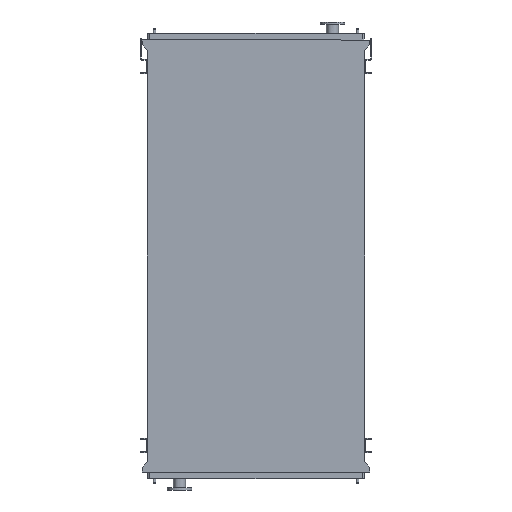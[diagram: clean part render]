
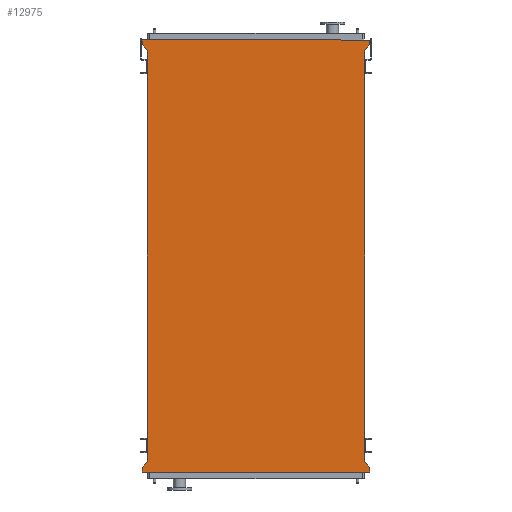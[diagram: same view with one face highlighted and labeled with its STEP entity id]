
A CAD part, front view. The second image highlights one B-rep face of the part: STEP entity #12975.
In plain terms, the highlighted planar face has unit normal (0, -1, 0).
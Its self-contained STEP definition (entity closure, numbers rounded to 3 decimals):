
#184 = VERTEX_POINT ( 'NONE', #3862 ) ;
#660 = EDGE_CURVE ( 'NONE', #5630, #7145, #15706, .T. ) ;
#701 = VERTEX_POINT ( 'NONE', #9502 ) ;
#971 = VERTEX_POINT ( 'NONE', #1364 ) ;
#1009 = VERTEX_POINT ( 'NONE', #1041 ) ;
#1041 = CARTESIAN_POINT ( 'NONE',  ( -965., 0., -3650. ) ) ;
#1307 = CARTESIAN_POINT ( 'NONE',  ( -1011., 0., 95. ) ) ;
#1364 = CARTESIAN_POINT ( 'NONE',  ( 965., 0., 0. ) ) ;
#1778 = VERTEX_POINT ( 'NONE', #12956 ) ;
#1886 = DIRECTION ( 'NONE',  ( 0., 0., -1. ) ) ;
#1942 = CARTESIAN_POINT ( 'NONE',  ( 1011., 0., -3703. ) ) ;
#2162 = LINE ( 'NONE', #11912, #6215 ) ;
#2627 = DIRECTION ( 'NONE',  ( 0.655, 0., 0.755 ) ) ;
#2707 = EDGE_CURVE ( 'NONE', #701, #1009, #5295, .T. ) ;
#2832 = CARTESIAN_POINT ( 'NONE',  ( -1011., 0., -3703. ) ) ;
#2891 = DIRECTION ( 'NONE',  ( 0., 0., 1. ) ) ;
#2923 = CARTESIAN_POINT ( 'NONE',  ( -965., 0., -3650. ) ) ;
#3143 = EDGE_CURVE ( 'NONE', #13268, #16076, #8131, .T. ) ;
#3224 = CARTESIAN_POINT ( 'NONE',  ( 1011., 0., -3745. ) ) ;
#3264 = DIRECTION ( 'NONE',  ( 0., 0., -1. ) ) ;
#3318 = DIRECTION ( 'NONE',  ( 0., -1., 0. ) ) ;
#3394 = PLANE ( 'NONE',  #5051 ) ;
#3554 = CARTESIAN_POINT ( 'NONE',  ( -965., 0., -3650. ) ) ;
#3862 = CARTESIAN_POINT ( 'NONE',  ( 965., 0., -3650. ) ) ;
#3883 = CARTESIAN_POINT ( 'NONE',  ( 1011., 0., -3703. ) ) ;
#3978 = DIRECTION ( 'NONE',  ( 0.655, 0., -0.755 ) ) ;
#4346 = LINE ( 'NONE', #6512, #14808 ) ;
#4486 = LINE ( 'NONE', #7406, #14570 ) ;
#4516 = ORIENTED_EDGE ( 'NONE', *, *, #3143, .F. ) ;
#4636 = CARTESIAN_POINT ( 'NONE',  ( 1011., 0., 95. ) ) ;
#4651 = EDGE_CURVE ( 'NONE', #16076, #11760, #16264, .T. ) ;
#5051 = AXIS2_PLACEMENT_3D ( 'NONE', #3554, #3318, #3264 ) ;
#5295 = LINE ( 'NONE', #2832, #8769 ) ;
#5365 = EDGE_CURVE ( 'NONE', #184, #13268, #14342, .T. ) ;
#5630 = VERTEX_POINT ( 'NONE', #15813 ) ;
#5790 = EDGE_CURVE ( 'NONE', #184, #971, #15626, .T. ) ;
#6215 = VECTOR ( 'NONE', #11044, 1000. ) ;
#6306 = ORIENTED_EDGE ( 'NONE', *, *, #16448, .F. ) ;
#6512 = CARTESIAN_POINT ( 'NONE',  ( -1011., 0., 53. ) ) ;
#6537 = DIRECTION ( 'NONE',  ( 0., 0., 1. ) ) ;
#7015 = DIRECTION ( 'NONE',  ( 0., 0., -1. ) ) ;
#7070 = DIRECTION ( 'NONE',  ( 0., 0., 1. ) ) ;
#7145 = VERTEX_POINT ( 'NONE', #11984 ) ;
#7406 = CARTESIAN_POINT ( 'NONE',  ( 1011., 0., 95. ) ) ;
#7711 = ORIENTED_EDGE ( 'NONE', *, *, #2707, .F. ) ;
#7729 = CARTESIAN_POINT ( 'NONE',  ( 965., 0., -3650. ) ) ;
#7852 = LINE ( 'NONE', #14186, #14346 ) ;
#8131 = LINE ( 'NONE', #1942, #16839 ) ;
#8385 = EDGE_CURVE ( 'NONE', #11760, #701, #14454, .T. ) ;
#8769 = VECTOR ( 'NONE', #2627, 1000. ) ;
#9502 = CARTESIAN_POINT ( 'NONE',  ( -1011., 0., -3703. ) ) ;
#10373 = ORIENTED_EDGE ( 'NONE', *, *, #10718, .F. ) ;
#10531 = VERTEX_POINT ( 'NONE', #4636 ) ;
#10718 = EDGE_CURVE ( 'NONE', #7145, #10989, #4346, .T. ) ;
#10925 = EDGE_CURVE ( 'NONE', #1009, #5630, #14643, .T. ) ;
#10989 = VERTEX_POINT ( 'NONE', #1307 ) ;
#11044 = DIRECTION ( 'NONE',  ( -0.655, 0., -0.755 ) ) ;
#11058 = DIRECTION ( 'NONE',  ( -0.655, 0., 0.755 ) ) ;
#11176 = CARTESIAN_POINT ( 'NONE',  ( -965., 0., 0. ) ) ;
#11521 = ORIENTED_EDGE ( 'NONE', *, *, #4651, .F. ) ;
#11760 = VERTEX_POINT ( 'NONE', #14076 ) ;
#11904 = ORIENTED_EDGE ( 'NONE', *, *, #5365, .F. ) ;
#11912 = CARTESIAN_POINT ( 'NONE',  ( 1011., 0., 53. ) ) ;
#11984 = CARTESIAN_POINT ( 'NONE',  ( -1011., 0., 53. ) ) ;
#12284 = CARTESIAN_POINT ( 'NONE',  ( 965., 0., -3650. ) ) ;
#12831 = ORIENTED_EDGE ( 'NONE', *, *, #5790, .T. ) ;
#12835 = VECTOR ( 'NONE', #11058, 1000. ) ;
#12956 = CARTESIAN_POINT ( 'NONE',  ( 1011., 0., 53. ) ) ;
#12975 = ADVANCED_FACE ( 'NONE', ( #13210 ), #3394, .T. ) ;
#13206 = ORIENTED_EDGE ( 'NONE', *, *, #13900, .F. ) ;
#13210 = FACE_OUTER_BOUND ( 'NONE', #13258, .T. ) ;
#13258 = EDGE_LOOP ( 'NONE', ( #12831, #6306, #13206, #16022, #10373, #16308, #13909, #7711, #14245, #11521, #4516, #11904 ) ) ;
#13268 = VERTEX_POINT ( 'NONE', #3883 ) ;
#13763 = DIRECTION ( 'NONE',  ( 0., 0., 1. ) ) ;
#13900 = EDGE_CURVE ( 'NONE', #10531, #1778, #4486, .T. ) ;
#13909 = ORIENTED_EDGE ( 'NONE', *, *, #10925, .F. ) ;
#14007 = VECTOR ( 'NONE', #3978, 1000. ) ;
#14066 = CARTESIAN_POINT ( 'NONE',  ( -1011., 0., -3745. ) ) ;
#14076 = CARTESIAN_POINT ( 'NONE',  ( -1011., 0., -3745. ) ) ;
#14137 = DIRECTION ( 'NONE',  ( 1., 0., 0. ) ) ;
#14186 = CARTESIAN_POINT ( 'NONE',  ( -1011., 0., 95. ) ) ;
#14245 = ORIENTED_EDGE ( 'NONE', *, *, #8385, .F. ) ;
#14342 = LINE ( 'NONE', #12284, #14007 ) ;
#14346 = VECTOR ( 'NONE', #14137, 1000. ) ;
#14454 = LINE ( 'NONE', #14066, #16759 ) ;
#14570 = VECTOR ( 'NONE', #7015, 1000. ) ;
#14643 = LINE ( 'NONE', #2923, #17140 ) ;
#14808 = VECTOR ( 'NONE', #6537, 1000. ) ;
#15172 = CARTESIAN_POINT ( 'NONE',  ( 1011., 0., -3745. ) ) ;
#15305 = VECTOR ( 'NONE', #7070, 1000. ) ;
#15518 = DIRECTION ( 'NONE',  ( -1., 0., 0. ) ) ;
#15626 = LINE ( 'NONE', #7729, #15305 ) ;
#15706 = LINE ( 'NONE', #11176, #12835 ) ;
#15813 = CARTESIAN_POINT ( 'NONE',  ( -965., 0., 0. ) ) ;
#15970 = VECTOR ( 'NONE', #15518, 1000. ) ;
#16022 = ORIENTED_EDGE ( 'NONE', *, *, #16670, .F. ) ;
#16076 = VERTEX_POINT ( 'NONE', #3224 ) ;
#16264 = LINE ( 'NONE', #15172, #15970 ) ;
#16308 = ORIENTED_EDGE ( 'NONE', *, *, #660, .F. ) ;
#16448 = EDGE_CURVE ( 'NONE', #1778, #971, #2162, .T. ) ;
#16670 = EDGE_CURVE ( 'NONE', #10989, #10531, #7852, .T. ) ;
#16759 = VECTOR ( 'NONE', #13763, 1000. ) ;
#16839 = VECTOR ( 'NONE', #1886, 1000. ) ;
#17140 = VECTOR ( 'NONE', #2891, 1000. ) ;
